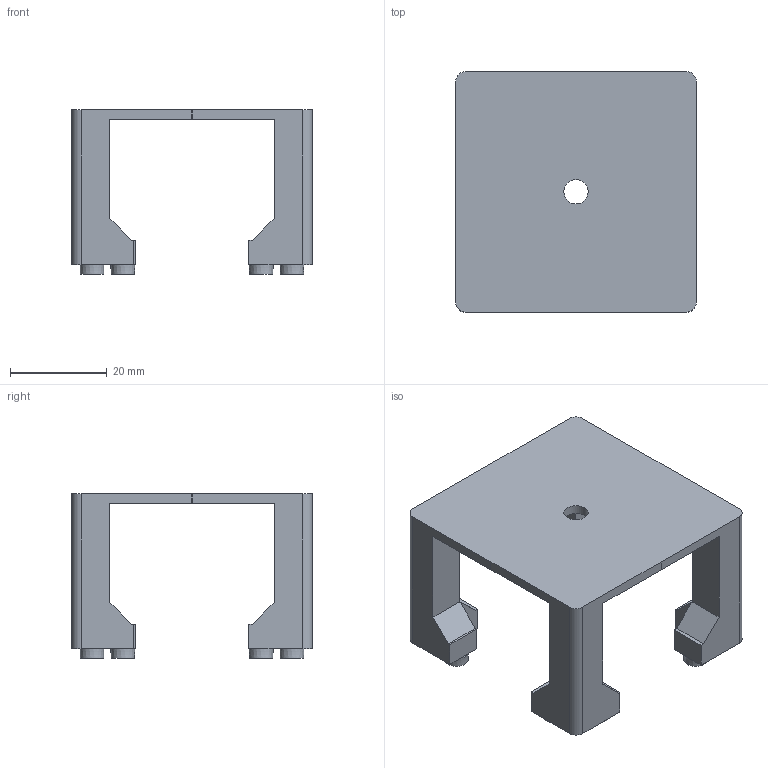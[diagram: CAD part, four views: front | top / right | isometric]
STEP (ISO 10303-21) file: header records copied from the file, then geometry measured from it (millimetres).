
FILE_DESCRIPTION(/* description */ (''),/* implementation_level */ '2;1');
FILE_NAME(/* name */ '30_IM_LED_holder_forcube_v3.ipt.step',/* time_stamp */ '2022-11-29T08:22:45+01:00',/* author */ ('diederichbenedict'),/* organization */ (''),/* preprocessor_version */ 'ST-DEVELOPER v18.1',/* originating_system */ 'Autodesk Inventor 2022',/* authorisation */ '');
FILE_SCHEMA (('AUTOMOTIVE_DESIGN { 1 0 10303 214 3 1 1 }','INTEGRATED_CNC_SCHEMA'));
Length unit declared in the file: millimetre
Products named in the file (1): 30_IM_LED_holder_forcube_v3
Bounding box: 49.72 x 49.72 x 34 mm (x, y, z)
Volume: 14797.1 mm3; surface area: 10284.6 mm2
Topology: 1 solids, 1 shells, 83 faces, 211 edges, 134 vertices
Faces by surface type: plane 70, cone 8, cylinder 5
Full cylindrical faces by diameter (mm): 5 x1
Entity records: 2504 total; most frequent: CARTESIAN_POINT 429, ORIENTED_EDGE 422, DIRECTION 413, EDGE_CURVE 211, LINE 177, VECTOR 177, VERTEX_POINT 134, AXIS2_PLACEMENT_3D 118
